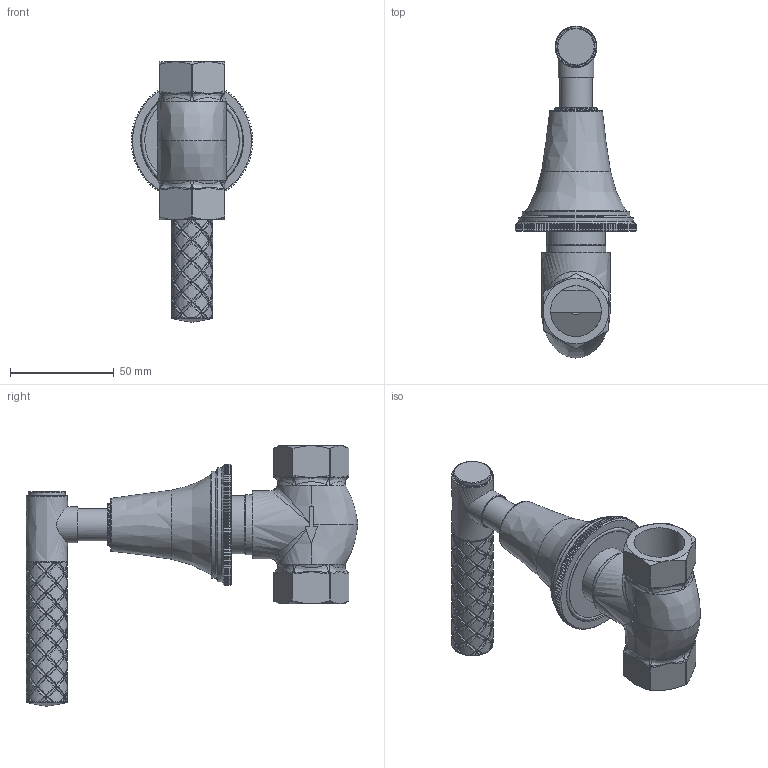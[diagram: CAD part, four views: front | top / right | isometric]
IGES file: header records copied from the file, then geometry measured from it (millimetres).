
Global section: file name: V607-TBCQ CCQ; native system: Autodesk Inventor 2020; preprocessor: unknown; author: adaniels; date: 20210812.135948; units: millimetre
Bounding box: 58.49 x 159.95 x 125.6 mm (x, y, z)
Volume: 140586 mm3; surface area: 69591.1 mm2
Topology: 21 solids, 21 shells, 2702 faces, 6367 edges, 3366 vertices
Faces by surface type: bspline 2702
